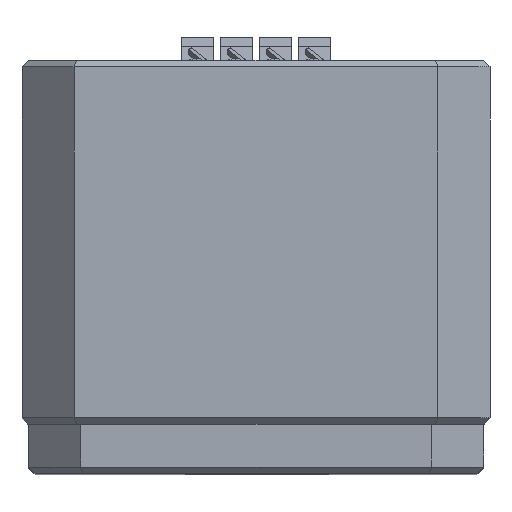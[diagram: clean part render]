
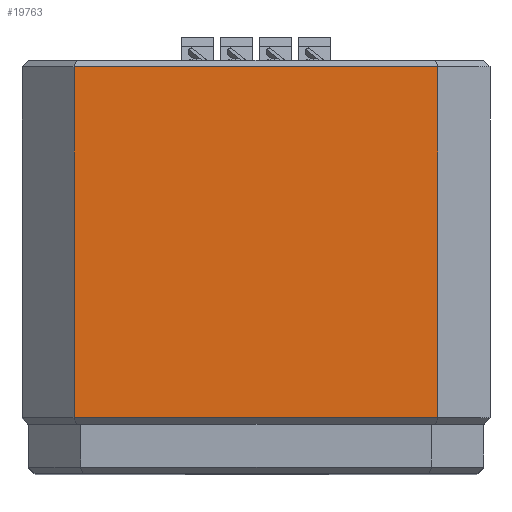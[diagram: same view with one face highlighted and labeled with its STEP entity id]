
A CAD part, top view. The second image highlights one B-rep face of the part: STEP entity #19763.
In plain terms, the highlighted planar face has unit normal (0, 0, 1).
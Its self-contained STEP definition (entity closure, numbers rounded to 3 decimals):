
#4384 = CARTESIAN_POINT ( 'NONE',  ( -15.308, 0.5, 0.348 ) ) ;
#5858 = LINE ( 'NONE', #8866, #56499 ) ;
#7747 = VERTEX_POINT ( 'NONE', #4384 ) ;
#8045 = ORIENTED_EDGE ( 'NONE', *, *, #20781, .T. ) ;
#8866 = CARTESIAN_POINT ( 'NONE',  ( -43.308, 27.5, 0.348 ) ) ;
#9041 = CARTESIAN_POINT ( 'NONE',  ( -47.308, 0.5, 0.348 ) ) ;
#13350 = DIRECTION ( 'NONE',  ( 0., 0., -1. ) ) ;
#13517 = DIRECTION ( 'NONE',  ( 1., 0., 0. ) ) ;
#14410 = EDGE_CURVE ( 'NONE', #51624, #37425, #31345, .T. ) ;
#15789 = FACE_OUTER_BOUND ( 'NONE', #39392, .T. ) ;
#17050 = PLANE ( 'NONE',  #39672 ) ;
#19763 = ADVANCED_FACE ( 'NONE', ( #15789 ), #17050, .F. ) ;
#20447 = LINE ( 'NONE', #9041, #48902 ) ;
#20781 = EDGE_CURVE ( 'NONE', #37425, #7747, #20447, .T. ) ;
#21856 = CARTESIAN_POINT ( 'NONE',  ( -47.308, 28., 0.348 ) ) ;
#26399 = CARTESIAN_POINT ( 'NONE',  ( -43.308, 27.5, 0.348 ) ) ;
#29006 = CARTESIAN_POINT ( 'NONE',  ( -43.308, 28., 0.348 ) ) ;
#29744 = CARTESIAN_POINT ( 'NONE',  ( -15.308, 28., 0.348 ) ) ;
#30487 = ORIENTED_EDGE ( 'NONE', *, *, #38200, .T. ) ;
#30522 = CARTESIAN_POINT ( 'NONE',  ( -43.308, 0.5, 0.348 ) ) ;
#31345 = LINE ( 'NONE', #29006, #48695 ) ;
#33851 = ORIENTED_EDGE ( 'NONE', *, *, #14410, .T. ) ;
#34317 = VECTOR ( 'NONE', #43141, 1000. ) ;
#37425 = VERTEX_POINT ( 'NONE', #30522 ) ;
#38200 = EDGE_CURVE ( 'NONE', #45577, #51624, #5858, .T. ) ;
#39392 = EDGE_LOOP ( 'NONE', ( #33851, #8045, #46430, #30487 ) ) ;
#39672 = AXIS2_PLACEMENT_3D ( 'NONE', #21856, #13350, #57177 ) ;
#42396 = DIRECTION ( 'NONE',  ( 0., -1., 0. ) ) ;
#43141 = DIRECTION ( 'NONE',  ( 0., 1., 0. ) ) ;
#45577 = VERTEX_POINT ( 'NONE', #47163 ) ;
#46430 = ORIENTED_EDGE ( 'NONE', *, *, #49573, .T. ) ;
#46509 = DIRECTION ( 'NONE',  ( -1., 0., 0. ) ) ;
#47163 = CARTESIAN_POINT ( 'NONE',  ( -15.308, 27.5, 0.348 ) ) ;
#48695 = VECTOR ( 'NONE', #42396, 1000. ) ;
#48902 = VECTOR ( 'NONE', #13517, 1000. ) ;
#49573 = EDGE_CURVE ( 'NONE', #7747, #45577, #50942, .T. ) ;
#50942 = LINE ( 'NONE', #29744, #34317 ) ;
#51624 = VERTEX_POINT ( 'NONE', #26399 ) ;
#56499 = VECTOR ( 'NONE', #46509, 1000. ) ;
#57177 = DIRECTION ( 'NONE',  ( -1., 0., 0. ) ) ;
